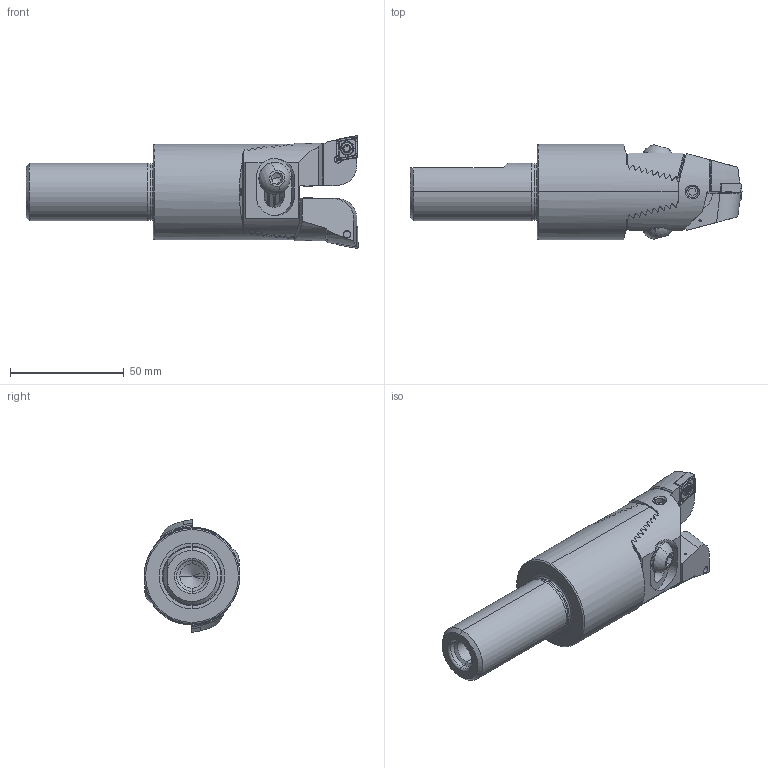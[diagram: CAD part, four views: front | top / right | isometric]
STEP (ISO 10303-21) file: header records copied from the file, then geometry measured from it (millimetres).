
FILE_DESCRIPTION (( 'STEP AP203' ), '1' );
FILE_NAME ('W26.Z42.050.090.STEP', '2024-08-15T14:56:45', ( '' ), ( '' ), 'SwSTEP 2.0', 'SolidWorks 2022', '' );
FILE_SCHEMA (( 'CONFIG_CONTROL_DESIGN' ));
Length unit declared in the file: millimetre
Products named in the file (10): Z42-WCB.001.028_A; Z42-WCB.001.028; Z42-ER3.001.016; CCMT09T304; WCB-ER2.001.009_A; Z42-ER1.002.020_A; W26-Z42.K21.090_A; W26.Z42.050.090; Z42-ER1.001.020; Z42-ER1.003.020_A_gespannt
Assembly tree (14 placements, depth 3):
  W26.Z42.050.090
    W26-Z42.K21.090_A
    Z42-ER1.001.020  x2
      Z42-ER1.002.020_A
      Z42-ER1.003.020_A_gespannt
    Z42-WCB.001.028
      Z42-WCB.001.028_A  x2
      WCB-ER2.001.009_A  x2
      CCMT09T304  x2
      Z42-ER3.001.016  x2
Bounding box: 145.9 x 42 x 49.5 mm (x, y, z)
Volume: 117147.5 mm3; surface area: 35347.2 mm2
Topology: 13 solids, 13 shells, 737 faces, 1975 edges, 1239 vertices
Faces by surface type: plane 326, cylinder 236, cone 113, torus 30, bspline 24, sphere 8
Entity records: 16725 total; most frequent: CARTESIAN_POINT 4782, ORIENTED_EDGE 2528, DIRECTION 2002, EDGE_CURVE 1264, VERTEX_POINT 808, AXIS2_PLACEMENT_3D 752, VECTOR 498, LINE 498
